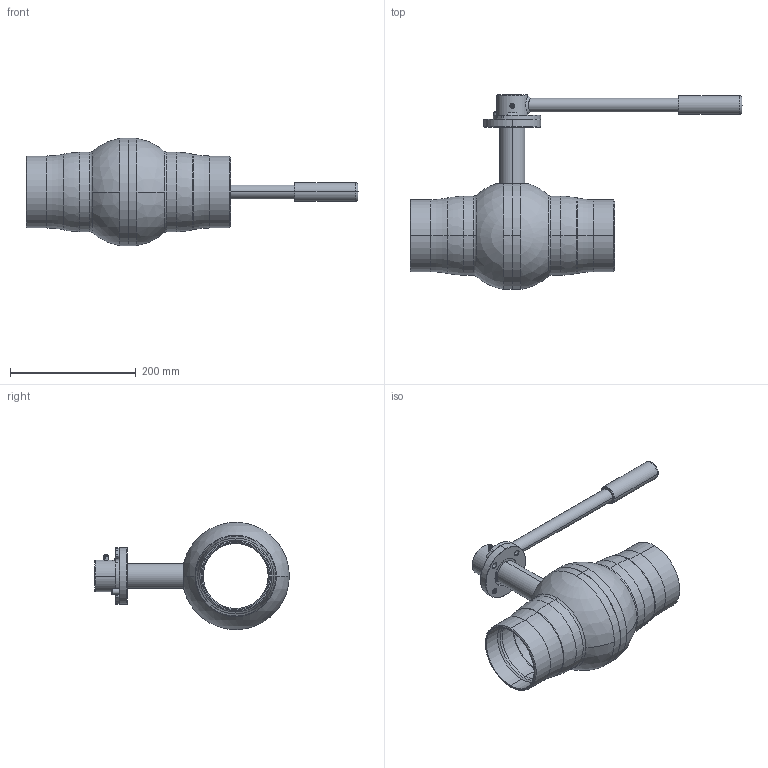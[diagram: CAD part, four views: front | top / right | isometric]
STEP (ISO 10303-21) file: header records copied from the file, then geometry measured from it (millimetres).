
FILE_DESCRIPTION (( 'STEP AP214' ), '1' );
FILE_NAME ('8600225100 010.step', '2025-05-29T08:15:49', ( '' ), ( '' ), 'SwSTEP 2.0', 'SolidWorks 2023', '' );
FILE_SCHEMA (( 'AUTOMOTIVE_DESIGN' ));
Length unit declared in the file: millimetre
Products named in the file (1): 8600225100 010
Bounding box: 527.6 x 309.38 x 170.46 mm (x, y, z)
Surface area: 281278.5 mm2 (no closed solid volume)
Topology: 0 solids, 35 shells, 240 faces, 1076 edges, 856 vertices
Faces by surface type: cylinder 104, cone 56, plane 35, torus 32, bspline 7, sphere 6
Entity records: 14223 total; most frequent: CARTESIAN_POINT 6191, DIRECTION 1594, ORIENTED_EDGE 1501, EDGE_CURVE 1076, VERTEX_POINT 856, AXIS2_PLACEMENT_3D 625, CIRCLE 391, VECTOR 344
